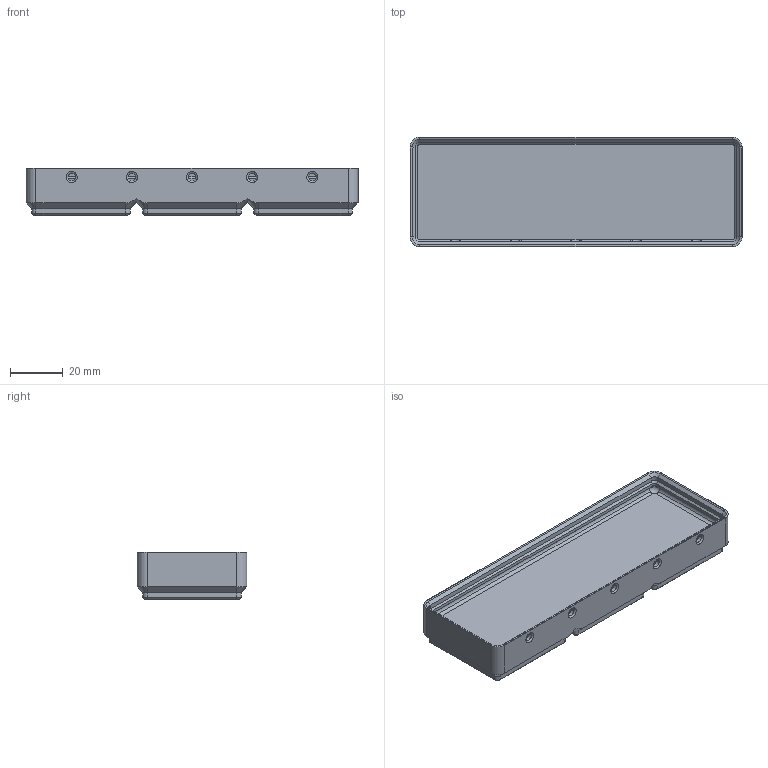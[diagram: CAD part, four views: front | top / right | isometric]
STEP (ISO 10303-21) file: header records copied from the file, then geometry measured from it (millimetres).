
FILE_DESCRIPTION(('HOOPS Exchange Step'),'2;1');
FILE_NAME('temp_export','2022-11-23T15:08:15+01:00',('Markus'),('Shapr3D Limited'),'HOOPS Exchange 2022.1','Shapr3D','Authorized');
FILE_SCHEMA( ('AUTOMOTIVE_DESIGN { 1 0 10303 214 1 1 1 1 }') );
Length unit declared in the file: millimetre
Products named in the file (1): root
Bounding box: 125.5 x 41.5 x 17.8 mm (x, y, z)
Volume: 47978.7 mm3; surface area: 19769 mm2
Topology: 1 solids, 1 shells, 246 faces, 583 edges, 358 vertices
Faces by surface type: plane 103, cylinder 69, cone 36, torus 28, bspline 10
Full cylindrical faces by diameter (mm): 3 x17, 6.5 x12
Entity records: 8825 total; most frequent: CARTESIAN_POINT 3061, DIRECTION 1251, ORIENTED_EDGE 1166, EDGE_CURVE 583, AXIS2_PLACEMENT_3D 498, VERTEX_POINT 358, EDGE_LOOP 275, FACE_BOUND 275
